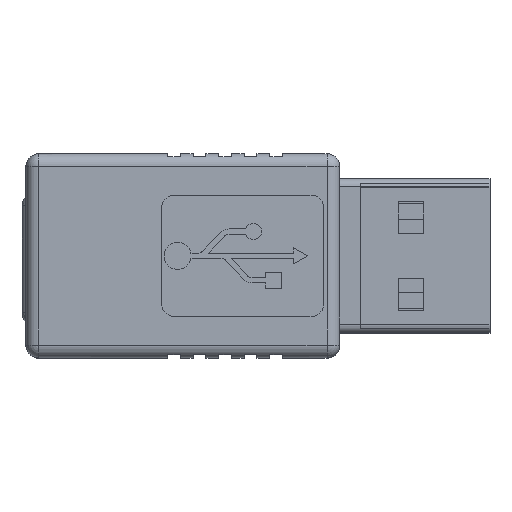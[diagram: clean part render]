
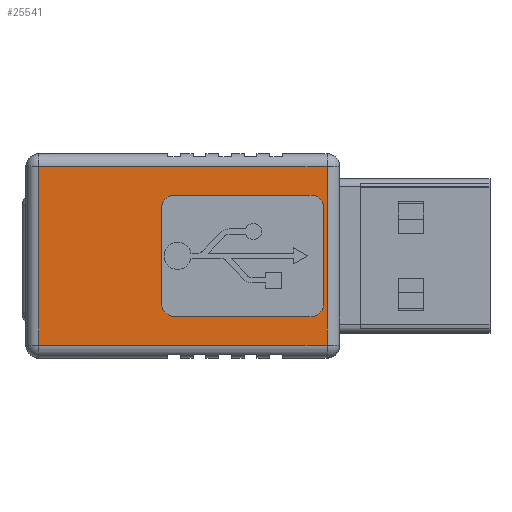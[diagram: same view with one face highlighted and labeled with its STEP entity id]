
A CAD part, top view. The second image highlights one B-rep face of the part: STEP entity #25541.
In plain terms, the highlighted face is planar.
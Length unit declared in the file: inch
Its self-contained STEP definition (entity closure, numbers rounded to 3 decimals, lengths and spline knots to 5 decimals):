
#2360 = LINE ( 'NONE', #3373, #2377 ) ;
#2372 = LINE ( 'NONE', #3379, #2375 ) ;
#2374 = CIRCLE ( 'NONE', #9473, 0.03937 ) ;
#2375 = VECTOR ( 'NONE', #3381, 39.37008 ) ;
#2376 = LINE ( 'NONE', #3383, #2379 ) ;
#2377 = VECTOR ( 'NONE', #3382, 39.37008 ) ;
#2378 = LINE ( 'NONE', #3385, #2381 ) ;
#2379 = VECTOR ( 'NONE', #3384, 39.37008 ) ;
#2380 = LINE ( 'NONE', #3387, #2383 ) ;
#2381 = VECTOR ( 'NONE', #3386, 39.37008 ) ;
#2383 = VECTOR ( 'NONE', #3389, 39.37008 ) ;
#2384 = LINE ( 'NONE', #3388, #2386 ) ;
#2385 = CIRCLE ( 'NONE', #9474, 0.03937 ) ;
#2386 = VECTOR ( 'NONE', #3380, 39.37008 ) ;
#2387 = LINE ( 'NONE', #3390, #2389 ) ;
#2388 = CIRCLE ( 'NONE', #9475, 0.03937 ) ;
#2389 = VECTOR ( 'NONE', #3391, 39.37008 ) ;
#2390 = LINE ( 'NONE', #3395, #2392 ) ;
#2391 = CIRCLE ( 'NONE', #9476, 0.03937 ) ;
#2392 = VECTOR ( 'NONE', #3396, 39.37008 ) ;
#3373 = CARTESIAN_POINT ( 'NONE',  ( 0.31495, 0.1673, 0.9286 ) ) ;
#3379 = CARTESIAN_POINT ( 'NONE',  ( -0.27495, 0.1673, 0.17717 ) ) ;
#3380 = DIRECTION ( 'NONE',  ( -1., 0., 0. ) ) ;
#3381 = DIRECTION ( 'NONE',  ( 0., 0., 1. ) ) ;
#3382 = DIRECTION ( 'NONE',  ( 1., 0., 0. ) ) ;
#3383 = CARTESIAN_POINT ( 'NONE',  ( 0.27495, 0.1673, 0.5315 ) ) ;
#3384 = DIRECTION ( 'NONE',  ( 0., 0., -1. ) ) ;
#3385 = CARTESIAN_POINT ( 'NONE',  ( -0.31495, 0.1673, 0.04 ) ) ;
#3386 = DIRECTION ( 'NONE',  ( -1., 0., 0. ) ) ;
#3387 = CARTESIAN_POINT ( 'NONE',  ( 0.187, 0.1673, 0.51063 ) ) ;
#3388 = CARTESIAN_POINT ( 'NONE',  ( 0.14763, 0.1673, 0.55 ) ) ;
#3389 = DIRECTION ( 'NONE',  ( 0., 0., 1. ) ) ;
#3390 = CARTESIAN_POINT ( 'NONE',  ( -0.187, 0.1673, 0.51063 ) ) ;
#3391 = DIRECTION ( 'NONE',  ( 0., 0., -1. ) ) ;
#3392 = CARTESIAN_POINT ( 'NONE',  ( 0.14763, 0.1673, 0.51063 ) ) ;
#3393 = DIRECTION ( 'NONE',  ( 0., -1., 0. ) ) ;
#3394 = DIRECTION ( 'NONE',  ( 0., 0., -1. ) ) ;
#3395 = CARTESIAN_POINT ( 'NONE',  ( 0.14763, 0.1673, 0.05 ) ) ;
#3396 = DIRECTION ( 'NONE',  ( 1., 0., 0. ) ) ;
#3397 = CARTESIAN_POINT ( 'NONE',  ( -0.14763, 0.1673, 0.51063 ) ) ;
#3398 = DIRECTION ( 'NONE',  ( 0., -1., 0. ) ) ;
#3399 = DIRECTION ( 'NONE',  ( 0., 0., 1. ) ) ;
#3402 = CARTESIAN_POINT ( 'NONE',  ( -0.14763, 0.1673, 0.08937 ) ) ;
#3403 = DIRECTION ( 'NONE',  ( 0., -1., 0. ) ) ;
#3404 = DIRECTION ( 'NONE',  ( 0., 0., -1. ) ) ;
#3406 = CARTESIAN_POINT ( 'NONE',  ( 0.14763, 0.1673, 0.08937 ) ) ;
#3407 = DIRECTION ( 'NONE',  ( 0., -1., 0. ) ) ;
#3408 = DIRECTION ( 'NONE',  ( 0., 0., -1. ) ) ;
#5144 = VERTEX_POINT ( 'NONE', #19020 ) ;
#5191 = VERTEX_POINT ( 'NONE', #19045 ) ;
#5197 = VERTEX_POINT ( 'NONE', #19048 ) ;
#5221 = VERTEX_POINT ( 'NONE', #19065 ) ;
#5282 = VERTEX_POINT ( 'NONE', #19098 ) ;
#5933 = AXIS2_PLACEMENT_3D ( 'NONE', #17087, #17084, #17095 ) ;
#6539 = VERTEX_POINT ( 'NONE', #14280 ) ;
#6672 = VERTEX_POINT ( 'NONE', #14444 ) ;
#6738 = VERTEX_POINT ( 'NONE', #14528 ) ;
#6743 = VERTEX_POINT ( 'NONE', #14533 ) ;
#6750 = VERTEX_POINT ( 'NONE', #14541 ) ;
#6762 = VERTEX_POINT ( 'NONE', #14557 ) ;
#6764 = VERTEX_POINT ( 'NONE', #14559 ) ;
#8677 = FACE_OUTER_BOUND ( 'NONE', #23977, .T. ) ;
#8683 = FACE_BOUND ( 'NONE', #23989, .T. ) ;
#9473 = AXIS2_PLACEMENT_3D ( 'NONE', #3392, #3393, #3394 ) ;
#9474 = AXIS2_PLACEMENT_3D ( 'NONE', #3397, #3398, #3399 ) ;
#9475 = AXIS2_PLACEMENT_3D ( 'NONE', #3402, #3403, #3404 ) ;
#9476 = AXIS2_PLACEMENT_3D ( 'NONE', #3406, #3407, #3408 ) ;
#12937 = ORIENTED_EDGE ( 'NONE', *, *, #29245, .T. ) ;
#12938 = ORIENTED_EDGE ( 'NONE', *, *, #29244, .T. ) ;
#12939 = ORIENTED_EDGE ( 'NONE', *, *, #29243, .T. ) ;
#12940 = ORIENTED_EDGE ( 'NONE', *, *, #29242, .T. ) ;
#12941 = ORIENTED_EDGE ( 'NONE', *, *, #29241, .T. ) ;
#12942 = ORIENTED_EDGE ( 'NONE', *, *, #29240, .T. ) ;
#12943 = ORIENTED_EDGE ( 'NONE', *, *, #29239, .T. ) ;
#12944 = ORIENTED_EDGE ( 'NONE', *, *, #29238, .T. ) ;
#12945 = ORIENTED_EDGE ( 'NONE', *, *, #29237, .T. ) ;
#12946 = ORIENTED_EDGE ( 'NONE', *, *, #29236, .T. ) ;
#12947 = ORIENTED_EDGE ( 'NONE', *, *, #29235, .T. ) ;
#12948 = ORIENTED_EDGE ( 'NONE', *, *, #29234, .T. ) ;
#14280 = CARTESIAN_POINT ( 'NONE',  ( 0.187, 0.1673, 0.51063 ) ) ;
#14444 = CARTESIAN_POINT ( 'NONE',  ( 0.27495, 0.1673, 0.9286 ) ) ;
#14528 = CARTESIAN_POINT ( 'NONE',  ( 0.14763, 0.1673, 0.55 ) ) ;
#14533 = CARTESIAN_POINT ( 'NONE',  ( -0.14763, 0.1673, 0.05 ) ) ;
#14541 = CARTESIAN_POINT ( 'NONE',  ( -0.187, 0.1673, 0.08937 ) ) ;
#14557 = CARTESIAN_POINT ( 'NONE',  ( -0.14763, 0.1673, 0.55 ) ) ;
#14559 = CARTESIAN_POINT ( 'NONE',  ( 0.27495, 0.1673, 0.04 ) ) ;
#17084 = DIRECTION ( 'NONE',  ( 0., 1., 0. ) ) ;
#17087 = CARTESIAN_POINT ( 'NONE',  ( 0.31495, 0.1673, 0.6025 ) ) ;
#17091 = PLANE ( 'NONE',  #5933 ) ;
#17095 = DIRECTION ( 'NONE',  ( 0., 0., 1. ) ) ;
#19020 = CARTESIAN_POINT ( 'NONE',  ( -0.27495, 0.1673, 0.04 ) ) ;
#19045 = CARTESIAN_POINT ( 'NONE',  ( -0.27495, 0.1673, 0.9286 ) ) ;
#19048 = CARTESIAN_POINT ( 'NONE',  ( -0.187, 0.1673, 0.51063 ) ) ;
#19065 = CARTESIAN_POINT ( 'NONE',  ( 0.14763, 0.1673, 0.05 ) ) ;
#19098 = CARTESIAN_POINT ( 'NONE',  ( 0.187, 0.1673, 0.08937 ) ) ;
#23977 = EDGE_LOOP ( 'NONE', ( #12948, #12947, #12946, #12945 ) ) ;
#23989 = EDGE_LOOP ( 'NONE', ( #12944, #12943, #12942, #12941, #12940, #12939, #12938, #12937 ) ) ;
#25541 = ADVANCED_FACE ( 'NONE', ( #8677, #8683 ), #17091, .T. ) ;
#29234 = EDGE_CURVE ( 'NONE', #5144, #5191, #2372, .T. ) ;
#29235 = EDGE_CURVE ( 'NONE', #5191, #6672, #2360, .T. ) ;
#29236 = EDGE_CURVE ( 'NONE', #6672, #6764, #2376, .T. ) ;
#29237 = EDGE_CURVE ( 'NONE', #6764, #5144, #2378, .T. ) ;
#29238 = EDGE_CURVE ( 'NONE', #5282, #6539, #2380, .T. ) ;
#29239 = EDGE_CURVE ( 'NONE', #6539, #6738, #2374, .T. ) ;
#29240 = EDGE_CURVE ( 'NONE', #6738, #6762, #2384, .T. ) ;
#29241 = EDGE_CURVE ( 'NONE', #6762, #5197, #2385, .T. ) ;
#29242 = EDGE_CURVE ( 'NONE', #5197, #6750, #2387, .T. ) ;
#29243 = EDGE_CURVE ( 'NONE', #6750, #6743, #2388, .T. ) ;
#29244 = EDGE_CURVE ( 'NONE', #6743, #5221, #2390, .T. ) ;
#29245 = EDGE_CURVE ( 'NONE', #5221, #5282, #2391, .T. ) ;
